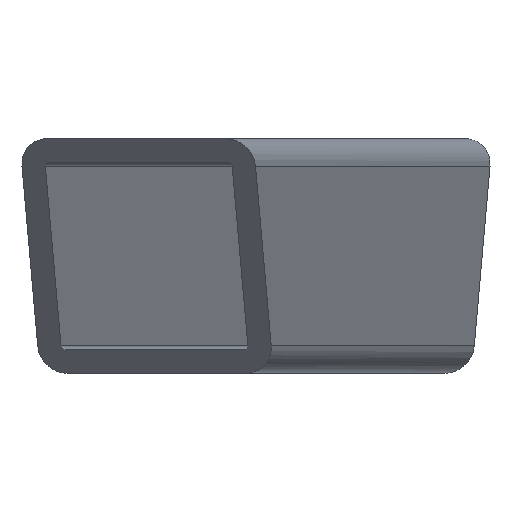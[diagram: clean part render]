
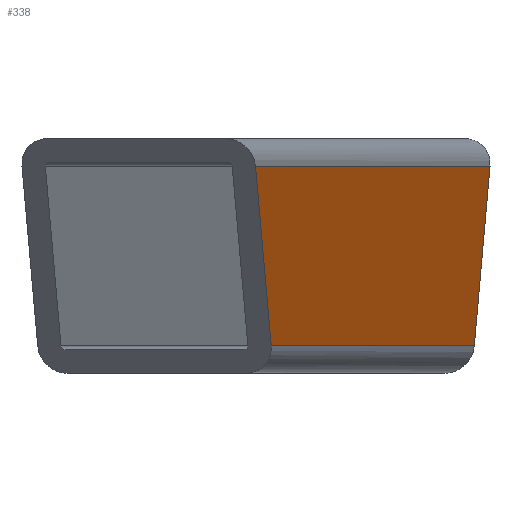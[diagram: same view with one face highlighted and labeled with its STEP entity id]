
A CAD part, left-side view. The second image highlights one B-rep face of the part: STEP entity #338.
In plain terms, the highlighted planar face has unit normal (-0.087, -0.996, 0).
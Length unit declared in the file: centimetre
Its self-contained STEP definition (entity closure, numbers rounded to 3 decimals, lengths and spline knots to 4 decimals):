
#34=FACE_OUTER_BOUND('',#53,.T.);
#53=EDGE_LOOP('',(#262,#263,#264,#265));
#68=LINE('',#502,#100);
#81=LINE('',#542,#113);
#82=LINE('',#546,#114);
#83=LINE('',#547,#115);
#100=VECTOR('',#398,3.2527);
#113=VECTOR('',#435,34.4222);
#114=VECTOR('',#440,29.8222);
#115=VECTOR('',#441,3.2527);
#151=VERTEX_POINT('',#499);
#152=VERTEX_POINT('',#501);
#167=VERTEX_POINT('',#541);
#168=VERTEX_POINT('',#545);
#183=EDGE_CURVE('',#151,#152,#68,.T.);
#203=EDGE_CURVE('',#151,#167,#81,.T.);
#205=EDGE_CURVE('',#168,#152,#82,.T.);
#206=EDGE_CURVE('',#168,#167,#83,.T.);
#262=ORIENTED_EDGE('',*,*,#205,.T.);
#263=ORIENTED_EDGE('',*,*,#183,.F.);
#264=ORIENTED_EDGE('',*,*,#203,.T.);
#265=ORIENTED_EDGE('',*,*,#206,.F.);
#325=PLANE('',#369);
#338=ADVANCED_FACE('',(#34),#325,.T.);
#369=AXIS2_PLACEMENT_3D('',#544,#438,#439);
#398=DIRECTION('',(-0.704,0.062,-0.707));
#435=DIRECTION('',(-0.996,0.087,0.));
#438=DIRECTION('center_axis',(-0.087,-0.996,0.));
#439=DIRECTION('ref_axis',(0.,0.,1.));
#440=DIRECTION('',(0.996,-0.087,0.));
#441=DIRECTION('',(-0.704,0.062,0.707));
#499=CARTESIAN_POINT('',(137.0149,12.9055,58.35));
#501=CARTESIAN_POINT('',(134.7236,13.1059,56.05));
#502=CARTESIAN_POINT('',(137.0149,12.9055,58.35));
#541=CARTESIAN_POINT('',(102.7236,15.9056,58.35));
#542=CARTESIAN_POINT('',(137.0149,12.9055,58.35));
#544=CARTESIAN_POINT('Origin',(102.375,15.9361,56.05));
#545=CARTESIAN_POINT('',(105.0149,15.7051,56.05));
#546=CARTESIAN_POINT('',(105.0149,15.7051,56.05));
#547=CARTESIAN_POINT('',(105.0149,15.7051,56.05));
